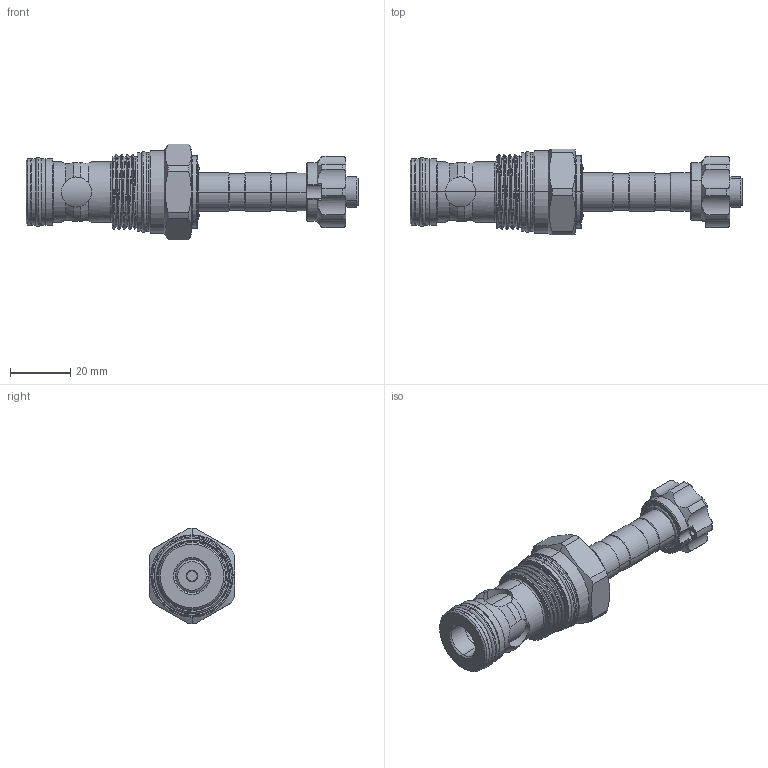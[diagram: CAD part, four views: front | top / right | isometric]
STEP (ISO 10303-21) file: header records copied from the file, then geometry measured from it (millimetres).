
FILE_DESCRIPTION (( 'STEP AP203' ), '1' );
FILE_NAME ('EP5A2A01M05.STEP', '2020-03-30T06:52:57', ( '' ), ( '' ), 'SwSTEP 2.0', 'SolidWorks 2018', '' );
FILE_SCHEMA (( 'CONFIG_CONTROL_DESIGN' ));
Length unit declared in the file: millimetre
Products named in the file (1): EP5A2A01M05
Bounding box: 110.4 x 28.57 x 31.8 mm (x, y, z)
Volume: 33431.5 mm3; surface area: 12044.2 mm2
Topology: 6 solids, 6 shells, 248 faces, 605 edges, 384 vertices
Faces by surface type: cylinder 124, cone 48, plane 35, torus 34, bspline 5, sphere 2
Entity records: 11511 total; most frequent: CARTESIAN_POINT 5708, DIRECTION 1216, ORIENTED_EDGE 1210, EDGE_CURVE 605, AXIS2_PLACEMENT_3D 529, VERTEX_POINT 384, CIRCLE 285, EDGE_LOOP 275
